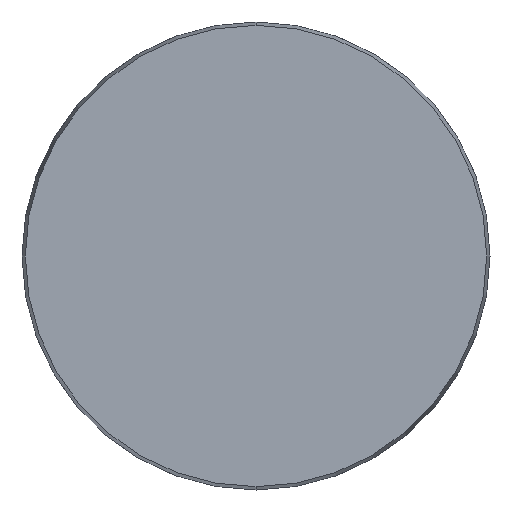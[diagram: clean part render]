
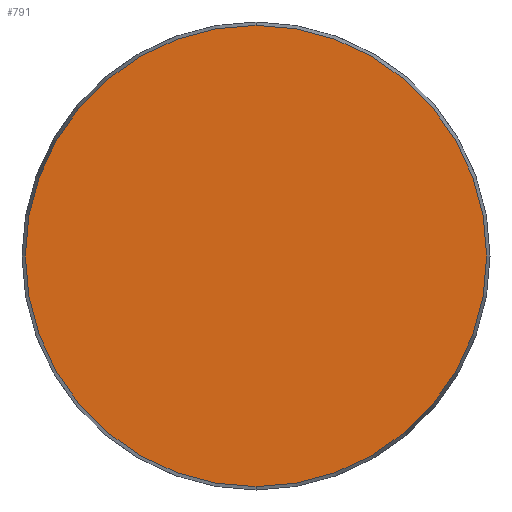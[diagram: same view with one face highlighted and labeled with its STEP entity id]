
A CAD part, front view. The second image highlights one B-rep face of the part: STEP entity #791.
In plain terms, the highlighted planar face has unit normal (0, -1, 0).
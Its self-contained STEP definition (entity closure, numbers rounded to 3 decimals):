
#17 = EDGE_CURVE ( 'NONE', #919, #129, #1138, .T. ) ;
#109 = AXIS2_PLACEMENT_3D ( 'NONE', #324, #343, #685 ) ;
#129 = VERTEX_POINT ( 'NONE', #260 ) ;
#206 = AXIS2_PLACEMENT_3D ( 'NONE', #830, #748, #916 ) ;
#248 = EDGE_CURVE ( 'NONE', #129, #919, #753, .T. ) ;
#260 = CARTESIAN_POINT ( 'NONE',  ( 0., 0., -59.143 ) ) ;
#285 = ORIENTED_EDGE ( 'NONE', *, *, #17, .T. ) ;
#324 = CARTESIAN_POINT ( 'NONE',  ( 0., 0., 0. ) ) ;
#343 = DIRECTION ( 'NONE',  ( 0., -1., 0. ) ) ;
#586 = ORIENTED_EDGE ( 'NONE', *, *, #248, .T. ) ;
#589 = CARTESIAN_POINT ( 'NONE',  ( 0., 0., 59.143 ) ) ;
#637 = FACE_OUTER_BOUND ( 'NONE', #707, .T. ) ;
#644 = DIRECTION ( 'NONE',  ( 0., 0., 1. ) ) ;
#685 = DIRECTION ( 'NONE',  ( 0., 0., -1. ) ) ;
#707 = EDGE_LOOP ( 'NONE', ( #285, #586 ) ) ;
#748 = DIRECTION ( 'NONE',  ( 0., -1., 0. ) ) ;
#753 = CIRCLE ( 'NONE', #206, 59.143 ) ;
#791 = ADVANCED_FACE ( 'NONE', ( #637 ), #814, .F. ) ;
#814 = PLANE ( 'NONE',  #1105 ) ;
#830 = CARTESIAN_POINT ( 'NONE',  ( 0., 0., 0. ) ) ;
#916 = DIRECTION ( 'NONE',  ( 0., 0., -1. ) ) ;
#919 = VERTEX_POINT ( 'NONE', #589 ) ;
#999 = CARTESIAN_POINT ( 'NONE',  ( -59.143, 0., 0. ) ) ;
#1012 = DIRECTION ( 'NONE',  ( 0., 1., 0. ) ) ;
#1105 = AXIS2_PLACEMENT_3D ( 'NONE', #999, #1012, #644 ) ;
#1138 = CIRCLE ( 'NONE', #109, 59.143 ) ;
